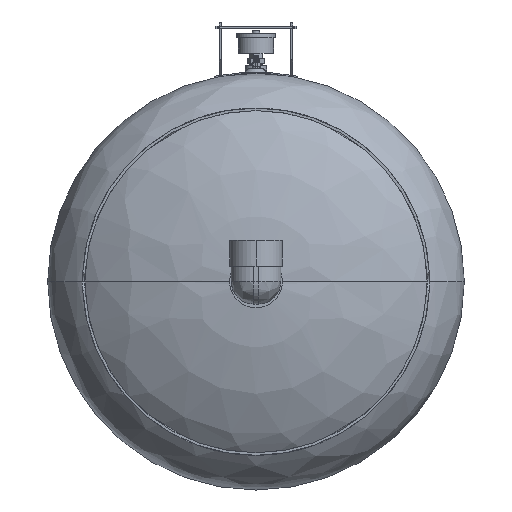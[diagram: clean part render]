
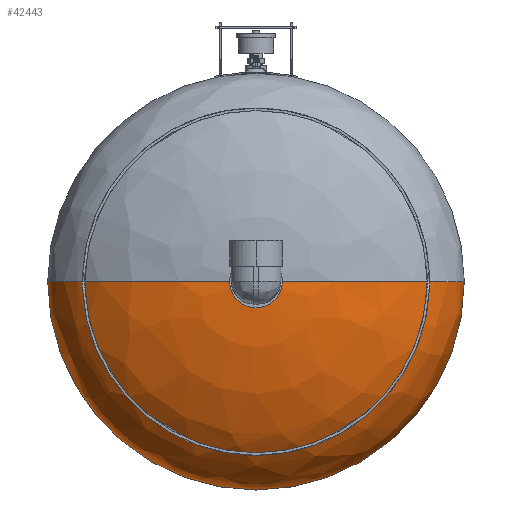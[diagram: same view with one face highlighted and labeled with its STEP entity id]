
A CAD part, front view. The second image highlights one B-rep face of the part: STEP entity #42443.
In plain terms, the highlighted free-form (B-spline) face has degree [3, 3] with [4, 4] control points.
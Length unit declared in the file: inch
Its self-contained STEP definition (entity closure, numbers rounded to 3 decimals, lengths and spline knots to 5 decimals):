
#433 = CIRCLE ( 'NONE', #28747, 1. ) ;
#550 = CARTESIAN_POINT ( 'NONE',  ( -1., 6.61337, 0. ) ) ;
#2085 = CARTESIAN_POINT ( 'NONE',  ( 0., 6.61337, 0. ) ) ;
#2110 = CARTESIAN_POINT ( 'NONE',  ( 0., 6.61337, 0. ) ) ;
#2431 = CARTESIAN_POINT ( 'NONE',  ( 1., 6.61337, 0. ) ) ;
#5629 = CARTESIAN_POINT ( 'NONE',  ( 1., 6.61337, 2. ) ) ;
#6875 = DIRECTION ( 'NONE',  ( 0., -1., 0. ) ) ;
#6951 =( BOUNDED_CURVE ( )  B_SPLINE_CURVE ( 3, ( #40349, #11253, #20734, #25198 ),
 .UNSPECIFIED., .F., .T. ) 
 B_SPLINE_CURVE_WITH_KNOTS ( ( 4, 4 ),
 ( 1.65423, 3.14159 ),
 .UNSPECIFIED. ) 
 CURVE ( )  GEOMETRIC_REPRESENTATION_ITEM ( )  RATIONAL_B_SPLINE_CURVE ( ( 1., 0.824, 0.824, 1. ) ) 
 REPRESENTATION_ITEM ( '' )  );
#8970 =( BOUNDED_CURVE ( )  B_SPLINE_CURVE ( 3, ( #13339, #52889, #48154, #32649 ),
 .UNSPECIFIED., .F., .T. ) 
 B_SPLINE_CURVE_WITH_KNOTS ( ( 4, 4 ),
 ( 1.65423, 3.14159 ),
 .UNSPECIFIED. ) 
 CURVE ( )  GEOMETRIC_REPRESENTATION_ITEM ( )  RATIONAL_B_SPLINE_CURVE ( ( 1., 0.824, 0.824, 1. ) ) 
 REPRESENTATION_ITEM ( '' )  );
#9999 = ORIENTED_EDGE ( 'NONE', *, *, #12783, .T. ) ;
#10716 = CARTESIAN_POINT ( 'NONE',  ( 7.55009, 6.3361, 15.10018 ) ) ;
#11026 = CARTESIAN_POINT ( 'NONE',  ( -1., 6.61337, 2. ) ) ;
#11253 = CARTESIAN_POINT ( 'NONE',  ( 7.55009, 6.3361, 0. ) ) ;
#12783 = EDGE_CURVE ( 'NONE', #59152, #41874, #433, .T. ) ;
#13339 = CARTESIAN_POINT ( 'NONE',  ( -1., 6.61337, 0. ) ) ;
#14512 = CARTESIAN_POINT ( 'NONE',  ( 7.55009, 6.3361, 0. ) ) ;
#16665 = AXIS2_PLACEMENT_3D ( 'NONE', #2110, #6875, #40111 ) ;
#18634 = EDGE_CURVE ( 'NONE', #41874, #33543, #33841, .T. ) ;
#19563 = CARTESIAN_POINT ( 'NONE',  ( -12., 3.88728, 0. ) ) ;
#20734 = CARTESIAN_POINT ( 'NONE',  ( 12., 3.88728, 0. ) ) ;
#24967 = CARTESIAN_POINT ( 'NONE',  ( -12., 0.56, 24. ) ) ;
#25198 = CARTESIAN_POINT ( 'NONE',  ( 12., 0.56, 0. ) ) ;
#26618 = CIRCLE ( 'NONE', #61958, 12. ) ;
#28635 = DIRECTION ( 'NONE',  ( 1., 0., 0. ) ) ;
#28747 = AXIS2_PLACEMENT_3D ( 'NONE', #2085, #40715, #60040 ) ;
#29389 = FACE_OUTER_BOUND ( 'NONE', #61011, .T. ) ;
#29516 =( BOUNDED_SURFACE ( )  B_SPLINE_SURFACE ( 3, 3, ( 
 ( #54388, #5629, #11026, #550 ),
 ( #14512, #10716, #43619, #58830 ),
 ( #29709, #49023, #58194, #19563 ),
 ( #33813, #35077, #24967, #43313 ) ),
 .UNSPECIFIED., .F., .F., .F. ) 
 B_SPLINE_SURFACE_WITH_KNOTS ( ( 4, 4 ),
 ( 4, 4 ),
 ( 0., 1. ),
 ( 0., 1. ),
 .UNSPECIFIED. ) 
 GEOMETRIC_REPRESENTATION_ITEM ( )  RATIONAL_B_SPLINE_SURFACE ( (
 ( 1., 0.333, 0.333, 1.),
 ( 0.824, 0.275, 0.275, 0.824),
 ( 0.824, 0.275, 0.275, 0.824),
 ( 1., 0.333, 0.333, 1.) ) ) 
 REPRESENTATION_ITEM ( '' )  SURFACE ( )  );
#29709 = CARTESIAN_POINT ( 'NONE',  ( 12., 3.88728, 0. ) ) ;
#32649 = CARTESIAN_POINT ( 'NONE',  ( -12., 0.56, 0. ) ) ;
#33223 = CARTESIAN_POINT ( 'NONE',  ( 12., 0.56, 0. ) ) ;
#33543 = VERTEX_POINT ( 'NONE', #52272 ) ;
#33813 = CARTESIAN_POINT ( 'NONE',  ( 12., 0.56, 0. ) ) ;
#33841 = CIRCLE ( 'NONE', #16665, 1. ) ;
#35077 = CARTESIAN_POINT ( 'NONE',  ( 12., 0.56, 24. ) ) ;
#36032 = VERTEX_POINT ( 'NONE', #55140 ) ;
#38754 = CARTESIAN_POINT ( 'NONE',  ( 0., 0.56, 0. ) ) ;
#39473 = EDGE_CURVE ( 'NONE', #44345, #36032, #26618, .T. ) ;
#40111 = DIRECTION ( 'NONE',  ( 1., 0., 0. ) ) ;
#40349 = CARTESIAN_POINT ( 'NONE',  ( 1., 6.61337, 0. ) ) ;
#40715 = DIRECTION ( 'NONE',  ( 0., -1., 0. ) ) ;
#41874 = VERTEX_POINT ( 'NONE', #50477 ) ;
#42443 = ADVANCED_FACE ( 'NONE', ( #29389 ), #29516, .F. ) ;
#42879 = DIRECTION ( 'NONE',  ( 0., -1., 0. ) ) ;
#43313 = CARTESIAN_POINT ( 'NONE',  ( -12., 0.56, 0. ) ) ;
#43619 = CARTESIAN_POINT ( 'NONE',  ( -7.55009, 6.3361, 15.10018 ) ) ;
#44345 = VERTEX_POINT ( 'NONE', #33223 ) ;
#45849 = ORIENTED_EDGE ( 'NONE', *, *, #18634, .T. ) ;
#48154 = CARTESIAN_POINT ( 'NONE',  ( -12., 3.88728, 0. ) ) ;
#49023 = CARTESIAN_POINT ( 'NONE',  ( 12., 3.88728, 24. ) ) ;
#50477 = CARTESIAN_POINT ( 'NONE',  ( 0., 6.61337, 1. ) ) ;
#50701 = ORIENTED_EDGE ( 'NONE', *, *, #54798, .F. ) ;
#52272 = CARTESIAN_POINT ( 'NONE',  ( -1., 6.61337, 0. ) ) ;
#52889 = CARTESIAN_POINT ( 'NONE',  ( -7.55009, 6.3361, 0. ) ) ;
#54388 = CARTESIAN_POINT ( 'NONE',  ( 1., 6.61337, 0. ) ) ;
#54798 = EDGE_CURVE ( 'NONE', #59152, #44345, #6951, .T. ) ;
#55140 = CARTESIAN_POINT ( 'NONE',  ( -12., 0.56, 0. ) ) ;
#55498 = EDGE_CURVE ( 'NONE', #33543, #36032, #8970, .T. ) ;
#58194 = CARTESIAN_POINT ( 'NONE',  ( -12., 3.88728, 24. ) ) ;
#58753 = ORIENTED_EDGE ( 'NONE', *, *, #55498, .T. ) ;
#58830 = CARTESIAN_POINT ( 'NONE',  ( -7.55009, 6.3361, 0. ) ) ;
#59152 = VERTEX_POINT ( 'NONE', #2431 ) ;
#60040 = DIRECTION ( 'NONE',  ( 1., 0., 0. ) ) ;
#61011 = EDGE_LOOP ( 'NONE', ( #45849, #58753, #61015, #50701, #9999 ) ) ;
#61015 = ORIENTED_EDGE ( 'NONE', *, *, #39473, .F. ) ;
#61958 = AXIS2_PLACEMENT_3D ( 'NONE', #38754, #42879, #28635 ) ;
